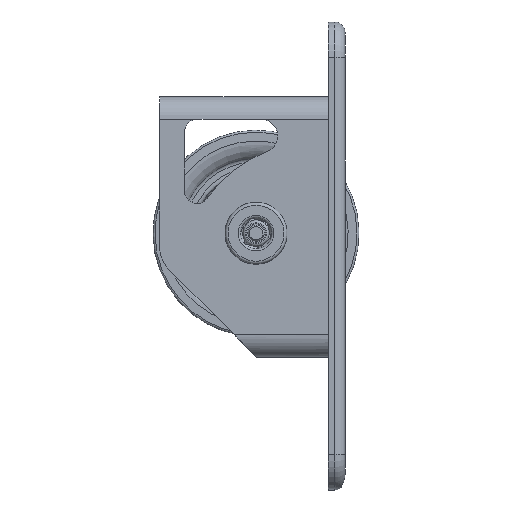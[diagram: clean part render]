
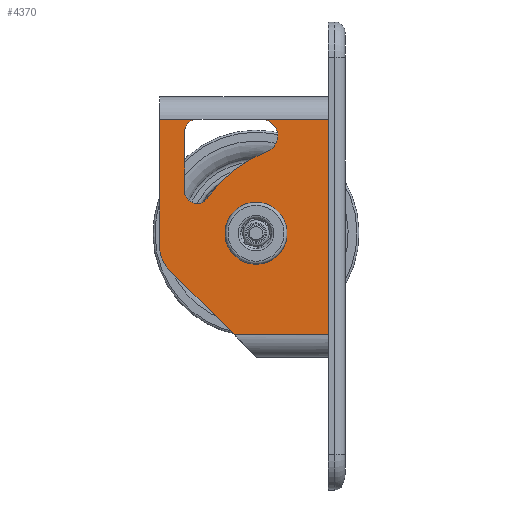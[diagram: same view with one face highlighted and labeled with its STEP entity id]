
A CAD part, front view. The second image highlights one B-rep face of the part: STEP entity #4370.
In plain terms, the highlighted planar face has unit normal (0, -1, 0).
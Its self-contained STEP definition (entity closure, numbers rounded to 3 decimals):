
#159=FACE_BOUND('',#813,.T.);
#245=PLANE('',#4885);
#525=FACE_OUTER_BOUND('',#812,.T.);
#812=EDGE_LOOP('',(#3703,#3704,#3705,#3706,#3707,#3708,#3709,#3710,#3711,
#3712,#3713,#3714));
#813=EDGE_LOOP('',(#3715));
#1084=LINE('',#7747,#1330);
#1105=LINE('',#7828,#1351);
#1108=LINE('',#7836,#1354);
#1109=LINE('',#7840,#1355);
#1110=LINE('',#7844,#1356);
#1111=LINE('',#7846,#1357);
#1112=LINE('',#7848,#1358);
#1330=VECTOR('',#5986,10.);
#1351=VECTOR('',#6069,10.);
#1354=VECTOR('',#6078,10.);
#1355=VECTOR('',#6081,10.);
#1356=VECTOR('',#6084,10.);
#1357=VECTOR('',#6085,10.);
#1358=VECTOR('',#6088,11.);
#1644=CIRCLE('',#4872,8.);
#1645=CIRCLE('',#4874,65.);
#1650=CIRCLE('',#4886,6.);
#1651=CIRCLE('',#4887,6.);
#1652=CIRCLE('',#4888,15.);
#1653=CIRCLE('',#4889,15.);
#2059=VERTEX_POINT('',#7744);
#2060=VERTEX_POINT('',#7746);
#2073=VERTEX_POINT('',#7788);
#2074=VERTEX_POINT('',#7790);
#2075=VERTEX_POINT('',#7794);
#2088=VERTEX_POINT('',#7825);
#2089=VERTEX_POINT('',#7827);
#2092=VERTEX_POINT('',#7837);
#2093=VERTEX_POINT('',#7839);
#2094=VERTEX_POINT('',#7841);
#2095=VERTEX_POINT('',#7843);
#2096=VERTEX_POINT('',#7845);
#2097=VERTEX_POINT('',#7849);
#2619=EDGE_CURVE('',#2059,#2060,#1084,.T.);
#2640=EDGE_CURVE('',#2073,#2074,#1644,.T.);
#2643=EDGE_CURVE('',#2075,#2073,#1645,.T.);
#2659=EDGE_CURVE('',#2088,#2089,#1105,.T.);
#2664=EDGE_CURVE('',#2059,#2074,#1108,.T.);
#2665=EDGE_CURVE('',#2075,#2092,#1650,.T.);
#2666=EDGE_CURVE('',#2092,#2093,#1109,.T.);
#2667=EDGE_CURVE('',#2093,#2094,#1651,.T.);
#2668=EDGE_CURVE('',#2094,#2095,#1110,.T.);
#2669=EDGE_CURVE('',#2095,#2096,#1111,.T.);
#2670=EDGE_CURVE('',#2096,#2089,#1652,.T.);
#2671=EDGE_CURVE('',#2060,#2088,#1112,.T.);
#2672=EDGE_CURVE('',#2097,#2097,#1653,.T.);
#3703=ORIENTED_EDGE('',*,*,#2664,.T.);
#3704=ORIENTED_EDGE('',*,*,#2640,.F.);
#3705=ORIENTED_EDGE('',*,*,#2643,.F.);
#3706=ORIENTED_EDGE('',*,*,#2665,.T.);
#3707=ORIENTED_EDGE('',*,*,#2666,.T.);
#3708=ORIENTED_EDGE('',*,*,#2667,.T.);
#3709=ORIENTED_EDGE('',*,*,#2668,.T.);
#3710=ORIENTED_EDGE('',*,*,#2669,.T.);
#3711=ORIENTED_EDGE('',*,*,#2670,.T.);
#3712=ORIENTED_EDGE('',*,*,#2659,.F.);
#3713=ORIENTED_EDGE('',*,*,#2671,.F.);
#3714=ORIENTED_EDGE('',*,*,#2619,.F.);
#3715=ORIENTED_EDGE('',*,*,#2672,.T.);
#4370=ADVANCED_FACE('',(#525,#159),#245,.T.);
#4872=AXIS2_PLACEMENT_3D('',#7791,#6036,#6037);
#4874=AXIS2_PLACEMENT_3D('',#7796,#6042,#6043);
#4885=AXIS2_PLACEMENT_3D('',#7835,#6076,#6077);
#4886=AXIS2_PLACEMENT_3D('',#7838,#6079,#6080);
#4887=AXIS2_PLACEMENT_3D('',#7842,#6082,#6083);
#4888=AXIS2_PLACEMENT_3D('',#7847,#6086,#6087);
#4889=AXIS2_PLACEMENT_3D('',#7850,#6089,#6090);
#5986=DIRECTION('',(0.,0.,-1.));
#6036=DIRECTION('center_axis',(0.,-1.,0.));
#6037=DIRECTION('ref_axis',(0.367,0.,-0.93));
#6042=DIRECTION('center_axis',(0.,1.,0.));
#6043=DIRECTION('ref_axis',(0.367,0.,-0.93));
#6069=DIRECTION('',(-0.707,0.,0.707));
#6076=DIRECTION('center_axis',(0.,-1.,0.));
#6077=DIRECTION('ref_axis',(0.,0.,-1.));
#6078=DIRECTION('',(-1.,0.,0.));
#6079=DIRECTION('center_axis',(0.,1.,0.));
#6080=DIRECTION('ref_axis',(1.,0.,0.));
#6081=DIRECTION('',(0.,0.,1.));
#6082=DIRECTION('center_axis',(0.,1.,0.));
#6083=DIRECTION('ref_axis',(0.,0.,-1.));
#6084=DIRECTION('',(-1.,0.,0.));
#6085=DIRECTION('',(0.,0.,-1.));
#6086=DIRECTION('center_axis',(0.,-1.,0.));
#6087=DIRECTION('ref_axis',(-1.,0.,0.));
#6088=DIRECTION('',(-1.,0.,0.));
#6089=DIRECTION('center_axis',(0.,1.,0.));
#6090=DIRECTION('ref_axis',(0.025,0.,-1.));
#7744=CARTESIAN_POINT('',(0.,-15.5,55.));
#7746=CARTESIAN_POINT('',(0.,-15.5,-49.));
#7747=CARTESIAN_POINT('',(0.,-15.5,55.));
#7788=CARTESIAN_POINT('',(-29.562,-15.5,39.559));
#7790=CARTESIAN_POINT('',(-32.501,-15.5,55.));
#7791=CARTESIAN_POINT('Origin',(-32.501,-15.5,47.));
#7794=CARTESIAN_POINT('',(-58.614,-15.5,16.833));
#7796=CARTESIAN_POINT('Origin',(-5.686,-15.5,-20.897));
#7825=CARTESIAN_POINT('',(-45.5,-15.5,-49.));
#7827=CARTESIAN_POINT('',(-77.107,-15.5,-17.393));
#7828=CARTESIAN_POINT('',(-77.107,-15.5,-17.393));
#7835=CARTESIAN_POINT('Origin',(0.,-15.5,55.));
#7836=CARTESIAN_POINT('',(0.,-15.5,55.));
#7837=CARTESIAN_POINT('',(-69.5,-15.5,20.316));
#7838=CARTESIAN_POINT('Origin',(-63.5,-15.5,20.316));
#7839=CARTESIAN_POINT('',(-69.5,-15.5,49.));
#7840=CARTESIAN_POINT('',(-69.5,-15.5,37.658));
#7841=CARTESIAN_POINT('',(-63.5,-15.5,55.));
#7842=CARTESIAN_POINT('Origin',(-63.5,-15.5,49.));
#7843=CARTESIAN_POINT('',(-81.5,-15.5,55.));
#7844=CARTESIAN_POINT('',(0.,-15.5,55.));
#7845=CARTESIAN_POINT('',(-81.5,-15.5,-6.787));
#7846=CARTESIAN_POINT('',(-81.5,-15.5,5.213));
#7847=CARTESIAN_POINT('Origin',(-66.5,-15.5,-6.787));
#7848=CARTESIAN_POINT('',(0.,-15.5,-49.));
#7849=CARTESIAN_POINT('',(-24.393,-15.5,-10.607));
#7850=CARTESIAN_POINT('Origin',(-35.,-15.5,0.));
